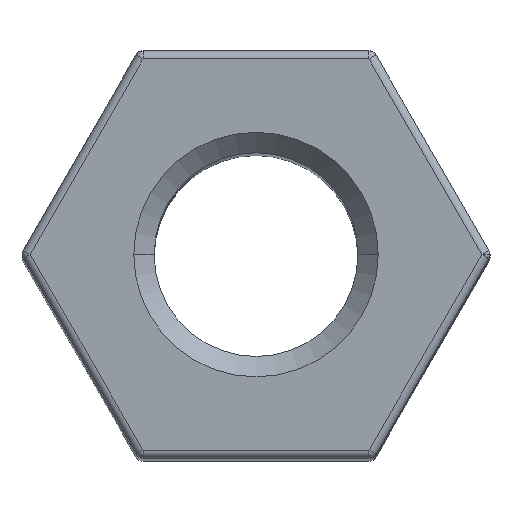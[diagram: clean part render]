
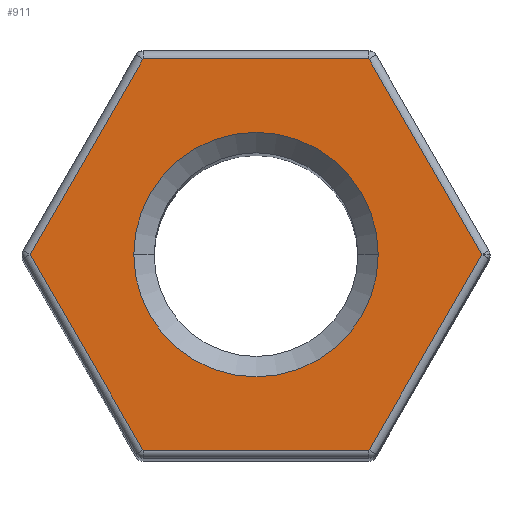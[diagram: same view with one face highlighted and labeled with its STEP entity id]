
A CAD part, top view. The second image highlights one B-rep face of the part: STEP entity #911.
In plain terms, the highlighted planar face has unit normal (0, 0, 1).
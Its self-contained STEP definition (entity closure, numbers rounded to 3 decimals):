
#34 = EDGE_LOOP ( 'NONE', ( #903, #1155, #1204, #37, #41, #527 ) ) ;
#36 = CARTESIAN_POINT ( 'NONE',  ( 1.5, 0., 20. ) ) ;
#37 = ORIENTED_EDGE ( 'NONE', *, *, #349, .T. ) ;
#41 = ORIENTED_EDGE ( 'NONE', *, *, #352, .T. ) ;
#68 = AXIS2_PLACEMENT_3D ( 'NONE', #1253, #153, #73 ) ;
#73 = DIRECTION ( 'NONE',  ( 1., 0., 0. ) ) ;
#91 = VERTEX_POINT ( 'NONE', #188 ) ;
#102 = CARTESIAN_POINT ( 'NONE',  ( 2.771, 0., 20. ) ) ;
#105 = CARTESIAN_POINT ( 'NONE',  ( 1.386, 2.4, 20. ) ) ;
#135 = CARTESIAN_POINT ( 'NONE',  ( -1.386, -2.4, 20. ) ) ;
#153 = DIRECTION ( 'NONE',  ( 0., 0., -1. ) ) ;
#154 = EDGE_CURVE ( 'NONE', #989, #569, #695, .T. ) ;
#163 = VECTOR ( 'NONE', #432, 1000. ) ;
#188 = CARTESIAN_POINT ( 'NONE',  ( 1.386, -2.4, 20. ) ) ;
#225 = LINE ( 'NONE', #480, #1165 ) ;
#293 = AXIS2_PLACEMENT_3D ( 'NONE', #378, #376, #375 ) ;
#340 = EDGE_CURVE ( 'NONE', #808, #933, #984, .T. ) ;
#342 = EDGE_CURVE ( 'NONE', #933, #742, #225, .T. ) ;
#348 = EDGE_CURVE ( 'NONE', #742, #425, #1193, .T. ) ;
#349 = EDGE_CURVE ( 'NONE', #425, #91, #587, .T. ) ;
#352 = EDGE_CURVE ( 'NONE', #91, #811, #961, .T. ) ;
#364 = EDGE_CURVE ( 'NONE', #811, #808, #562, .T. ) ;
#365 = EDGE_CURVE ( 'NONE', #569, #989, #1130, .T. ) ;
#375 = DIRECTION ( 'NONE',  ( 1., 0., 0. ) ) ;
#376 = DIRECTION ( 'NONE',  ( 0., 0., -1. ) ) ;
#378 = CARTESIAN_POINT ( 'NONE',  ( 0., 0., 20. ) ) ;
#412 = CARTESIAN_POINT ( 'NONE',  ( -2.771, 0., 20. ) ) ;
#414 = CARTESIAN_POINT ( 'NONE',  ( 1.357, 2.45, 20. ) ) ;
#425 = VERTEX_POINT ( 'NONE', #135 ) ;
#428 = DIRECTION ( 'NONE',  ( 0.5, 0.866, 0. ) ) ;
#432 = DIRECTION ( 'NONE',  ( 1., 0., 0. ) ) ;
#433 = DIRECTION ( 'NONE',  ( -0.5, 0.866, 0. ) ) ;
#439 = CARTESIAN_POINT ( 'NONE',  ( 1.443, -2.4, 20. ) ) ;
#443 = CARTESIAN_POINT ( 'NONE',  ( 2.8, 0.05, 20. ) ) ;
#452 = CARTESIAN_POINT ( 'NONE',  ( -1.386, 2.4, 20. ) ) ;
#453 = CARTESIAN_POINT ( 'NONE',  ( -1.357, -2.45, 20. ) ) ;
#462 = DIRECTION ( 'NONE',  ( -0.5, -0.866, 0. ) ) ;
#463 = DIRECTION ( 'NONE',  ( 0.5, -0.866, 0. ) ) ;
#469 = DIRECTION ( 'NONE',  ( -1., 0., 0. ) ) ;
#480 = CARTESIAN_POINT ( 'NONE',  ( -2.8, -0.05, 20. ) ) ;
#484 = CARTESIAN_POINT ( 'NONE',  ( -1.443, 2.4, 20. ) ) ;
#527 = ORIENTED_EDGE ( 'NONE', *, *, #364, .T. ) ;
#533 = VECTOR ( 'NONE', #433, 1000. ) ;
#546 = FACE_BOUND ( 'NONE', #1124, .T. ) ;
#562 = LINE ( 'NONE', #414, #533 ) ;
#569 = VERTEX_POINT ( 'NONE', #1065 ) ;
#574 = FACE_OUTER_BOUND ( 'NONE', #34, .T. ) ;
#587 = LINE ( 'NONE', #439, #163 ) ;
#695 = CIRCLE ( 'NONE', #68, 1.5 ) ;
#710 = AXIS2_PLACEMENT_3D ( 'NONE', #1009, #1014, #852 ) ;
#712 = ORIENTED_EDGE ( 'NONE', *, *, #154, .T. ) ;
#735 = ORIENTED_EDGE ( 'NONE', *, *, #365, .T. ) ;
#742 = VERTEX_POINT ( 'NONE', #412 ) ;
#758 = VECTOR ( 'NONE', #463, 1000. ) ;
#782 = VECTOR ( 'NONE', #469, 1000. ) ;
#808 = VERTEX_POINT ( 'NONE', #105 ) ;
#811 = VERTEX_POINT ( 'NONE', #102 ) ;
#852 = DIRECTION ( 'NONE',  ( 1., 0., 0. ) ) ;
#860 = PLANE ( 'NONE',  #710 ) ;
#903 = ORIENTED_EDGE ( 'NONE', *, *, #340, .T. ) ;
#911 = ADVANCED_FACE ( 'NONE', ( #574, #546 ), #860, .T. ) ;
#933 = VERTEX_POINT ( 'NONE', #452 ) ;
#941 = VECTOR ( 'NONE', #428, 1000. ) ;
#961 = LINE ( 'NONE', #443, #941 ) ;
#984 = LINE ( 'NONE', #484, #782 ) ;
#989 = VERTEX_POINT ( 'NONE', #36 ) ;
#1009 = CARTESIAN_POINT ( 'NONE',  ( 2.887, 0., 20. ) ) ;
#1014 = DIRECTION ( 'NONE',  ( 0., 0., 1. ) ) ;
#1065 = CARTESIAN_POINT ( 'NONE',  ( -1.5, 0., 20. ) ) ;
#1124 = EDGE_LOOP ( 'NONE', ( #712, #735 ) ) ;
#1130 = CIRCLE ( 'NONE', #293, 1.5 ) ;
#1155 = ORIENTED_EDGE ( 'NONE', *, *, #342, .T. ) ;
#1165 = VECTOR ( 'NONE', #462, 1000. ) ;
#1193 = LINE ( 'NONE', #453, #758 ) ;
#1204 = ORIENTED_EDGE ( 'NONE', *, *, #348, .T. ) ;
#1253 = CARTESIAN_POINT ( 'NONE',  ( 0., 0., 20. ) ) ;
